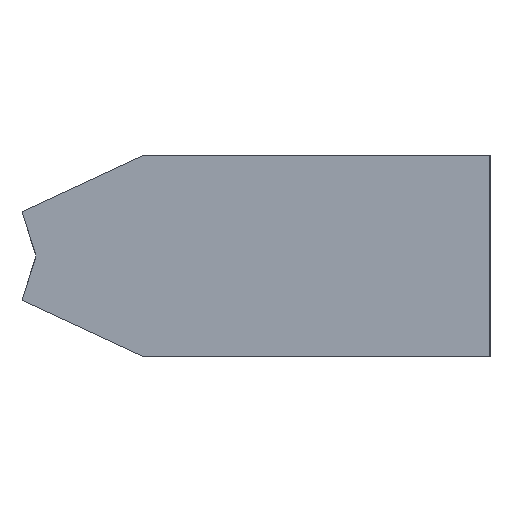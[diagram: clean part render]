
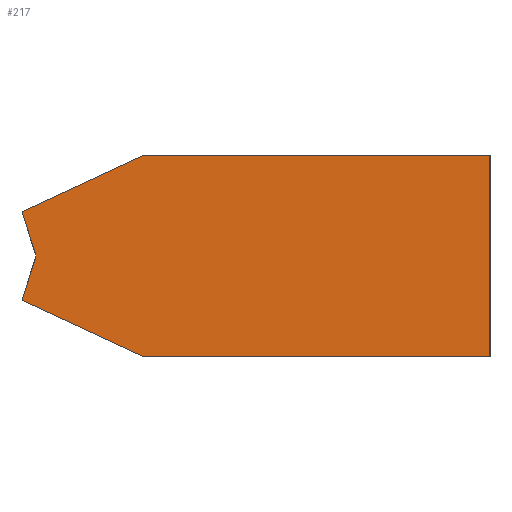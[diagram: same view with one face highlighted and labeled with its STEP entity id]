
A CAD part, left-side view. The second image highlights one B-rep face of the part: STEP entity #217.
In plain terms, the highlighted planar face has unit normal (-1, 0, 0).
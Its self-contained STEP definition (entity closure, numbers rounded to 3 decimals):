
#217 = ADVANCED_FACE( '', ( #505 ), #506, .F. );
#505 = FACE_OUTER_BOUND( '', #821, .T. );
#506 = PLANE( '', #822 );
#821 = EDGE_LOOP( '', ( #1315, #1316, #1317, #1318, #1319, #1320, #1321 ) );
#822 = AXIS2_PLACEMENT_3D( '', #1322, #1323, #1324 );
#1315 = ORIENTED_EDGE( '', *, *, #1629, .F. );
#1316 = ORIENTED_EDGE( '', *, *, #1630, .F. );
#1317 = ORIENTED_EDGE( '', *, *, #1592, .F. );
#1318 = ORIENTED_EDGE( '', *, *, #1492, .F. );
#1319 = ORIENTED_EDGE( '', *, *, #1575, .F. );
#1320 = ORIENTED_EDGE( '', *, *, #1546, .F. );
#1321 = ORIENTED_EDGE( '', *, *, #1615, .F. );
#1322 = CARTESIAN_POINT( '', ( 0., 0., 0. ) );
#1323 = DIRECTION( '', ( 1., 0., 0. ) );
#1324 = DIRECTION( '', ( 0., 0., -1. ) );
#1492 = EDGE_CURVE( '', #1725, #1727, #1728, .T. );
#1546 = EDGE_CURVE( '', #1811, #1812, #1813, .T. );
#1575 = EDGE_CURVE( '', #1812, #1725, #1857, .T. );
#1592 = EDGE_CURVE( '', #1727, #1879, #1880, .T. );
#1615 = EDGE_CURVE( '', #1914, #1811, #1915, .T. );
#1629 = EDGE_CURVE( '', #1932, #1914, #1933, .T. );
#1630 = EDGE_CURVE( '', #1879, #1932, #1934, .T. );
#1725 = VERTEX_POINT( '', #2039 );
#1727 = VERTEX_POINT( '', #2042 );
#1728 = LINE( '', #2043, #2044 );
#1811 = VERTEX_POINT( '', #2132 );
#1812 = VERTEX_POINT( '', #2133 );
#1813 = LINE( '', #2134, #2135 );
#1857 = LINE( '', #2184, #2185 );
#1879 = VERTEX_POINT( '', #2212 );
#1880 = LINE( '', #2213, #2214 );
#1914 = VERTEX_POINT( '', #2254 );
#1915 = LINE( '', #2255, #2256 );
#1932 = VERTEX_POINT( '', #2276 );
#1933 = LINE( '', #2277, #2278 );
#1934 = LINE( '', #2279, #2280 );
#2039 = CARTESIAN_POINT( '', ( 0., 58.045, -5.5 ) );
#2042 = CARTESIAN_POINT( '', ( 0., 56.311, 0. ) );
#2043 = CARTESIAN_POINT( '', ( 0., 58.045, -5.5 ) );
#2044 = VECTOR( '', #2387, 1000. );
#2132 = CARTESIAN_POINT( '', ( 0., 0., -12.5 ) );
#2133 = CARTESIAN_POINT( '', ( 0., 43.033, -12.5 ) );
#2134 = CARTESIAN_POINT( '', ( 0., 0., -12.5 ) );
#2135 = VECTOR( '', #2489, 1000. );
#2184 = CARTESIAN_POINT( '', ( 0., 43.033, -12.5 ) );
#2185 = VECTOR( '', #2534, 1000. );
#2212 = CARTESIAN_POINT( '', ( 0., 58.045, 5.5 ) );
#2213 = CARTESIAN_POINT( '', ( 0., 56.311, 0. ) );
#2214 = VECTOR( '', #2555, 1000. );
#2254 = CARTESIAN_POINT( '', ( 0., 0., 12.5 ) );
#2255 = CARTESIAN_POINT( '', ( 0., 0., 12.5 ) );
#2256 = VECTOR( '', #2583, 1000. );
#2276 = CARTESIAN_POINT( '', ( 0., 43.033, 12.5 ) );
#2277 = CARTESIAN_POINT( '', ( 0., 43.033, 12.5 ) );
#2278 = VECTOR( '', #2596, 1000. );
#2279 = CARTESIAN_POINT( '', ( 0., 58.045, 5.5 ) );
#2280 = VECTOR( '', #2597, 1000. );
#2387 = DIRECTION( '', ( 0., -0.301, 0.954 ) );
#2489 = DIRECTION( '', ( 0., 1., 0. ) );
#2534 = DIRECTION( '', ( 0., 0.906, 0.423 ) );
#2555 = DIRECTION( '', ( 0., 0.301, 0.954 ) );
#2583 = DIRECTION( '', ( 0., 0., -1. ) );
#2596 = DIRECTION( '', ( 0., -1., 0. ) );
#2597 = DIRECTION( '', ( 0., -0.906, 0.423 ) );
